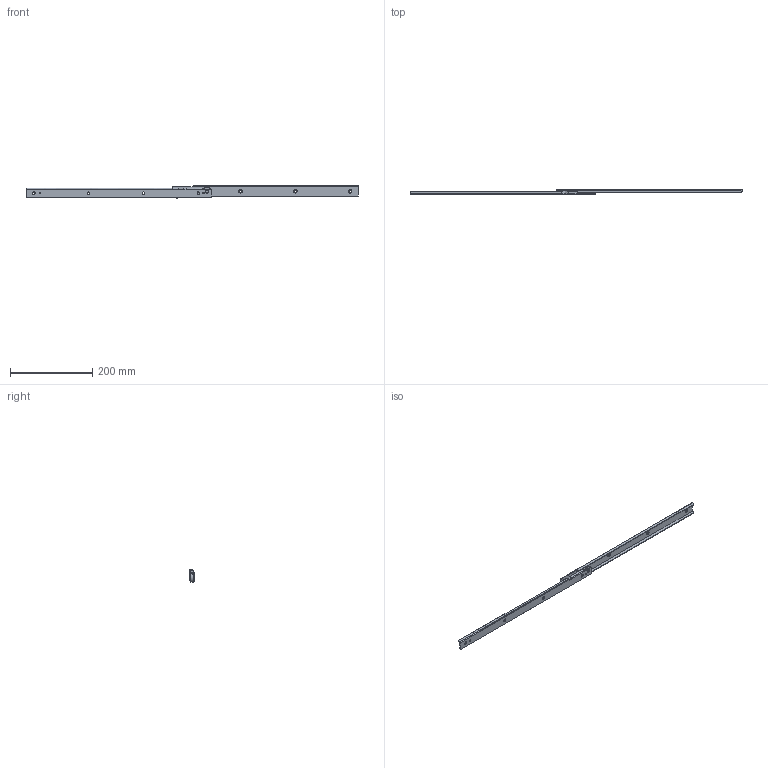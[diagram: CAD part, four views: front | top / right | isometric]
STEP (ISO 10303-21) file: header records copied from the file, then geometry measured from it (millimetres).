
FILE_DESCRIPTION((''),'2;1');
FILE_NAME('','2005-12-15T09:38:22',(''),(''),'','CADfix','');
FILE_SCHEMA(('AUTOMOTIVE_DESIGN'));
Length unit declared in the file: millimetre
Products named in the file (4): roller; member_B; member_A; TM_84_3_6076_36
Assembly tree (4 placements, depth 2):
  TM_84_3_6076_36
    roller  x2
    member_B
    member_A
Bounding box: 805 x 13.4 x 29.6 mm (x, y, z)
Volume: 51163.9 mm3; surface area: 63190.8 mm2
Topology: 4 solids, 4 shells, 115 faces, 395 edges, 290 vertices
Faces by surface type: bspline 115
Entity records: 3920 total; most frequent: CARTESIAN_POINT 2026, ORIENTED_EDGE 670, EDGE_CURVE 335, VERTEX_POINT 244, QUASI_UNIFORM_CURVE 141, EDGE_LOOP 125, FACE_OUTER_BOUND 97, ADVANCED_FACE 97
